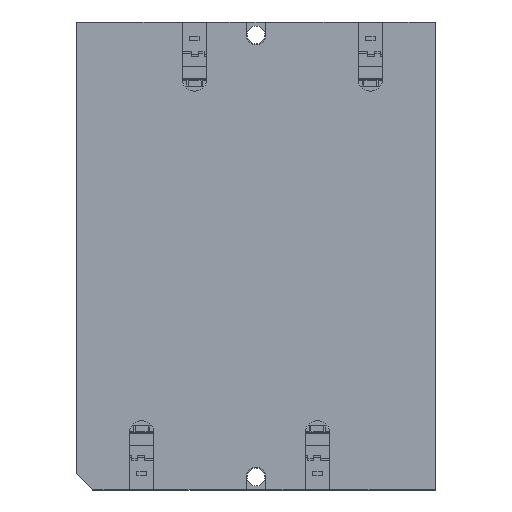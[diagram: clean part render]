
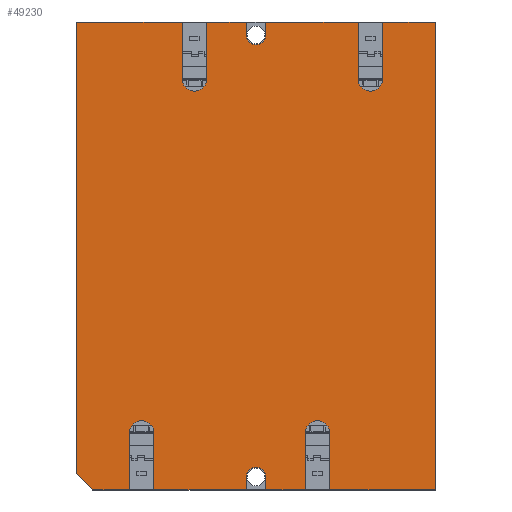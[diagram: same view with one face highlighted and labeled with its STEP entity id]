
A CAD part, top view. The second image highlights one B-rep face of the part: STEP entity #49230.
In plain terms, the highlighted face is planar.
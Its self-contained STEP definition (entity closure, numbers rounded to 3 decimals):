
#3474=CIRCLE('',#52868,1.2);
#3476=CIRCLE('',#52873,1.2);
#3482=CIRCLE('',#52882,1.5);
#3483=CIRCLE('',#52883,1.5);
#3484=CIRCLE('',#52884,1.5);
#3485=CIRCLE('',#52885,1.5);
#6088=FACE_OUTER_BOUND('',#8433,.T.);
#8433=EDGE_LOOP('',(#45153,#45154,#45155,#45156,#45157,#45158,#45159,#45160,
#45161,#45162,#45163,#45164,#45165,#45166,#45167,#45168,#45169,#45170,#45171,
#45172,#45173,#45174,#45175,#45176,#45177,#45178,#45179,#45180,#45181));
#14349=LINE('',#81330,#20317);
#14353=LINE('',#81339,#20321);
#14357=LINE('',#81348,#20325);
#14361=LINE('',#81357,#20329);
#14363=LINE('',#81364,#20331);
#14366=LINE('',#81370,#20334);
#14371=LINE('',#81384,#20339);
#14389=LINE('',#81426,#20357);
#14390=LINE('',#81428,#20358);
#14391=LINE('',#81432,#20359);
#14392=LINE('',#81434,#20360);
#14393=LINE('',#81436,#20361);
#14394=LINE('',#81438,#20362);
#14395=LINE('',#81440,#20363);
#14396=LINE('',#81443,#20364);
#14397=LINE('',#81445,#20365);
#14398=LINE('',#81447,#20366);
#14399=LINE('',#81451,#20367);
#14400=LINE('',#81453,#20368);
#14401=LINE('',#81454,#20369);
#14402=LINE('',#81456,#20370);
#14403=LINE('',#81458,#20371);
#14404=LINE('',#81461,#20372);
#20317=VECTOR('',#65472,10.);
#20321=VECTOR('',#65478,10.);
#20325=VECTOR('',#65484,10.);
#20329=VECTOR('',#65490,10.);
#20331=VECTOR('',#65500,10.);
#20334=VECTOR('',#65505,10.);
#20339=VECTOR('',#65518,10.);
#20357=VECTOR('',#65548,10.);
#20358=VECTOR('',#65549,10.);
#20359=VECTOR('',#65552,10.);
#20360=VECTOR('',#65553,10.);
#20361=VECTOR('',#65554,10.);
#20362=VECTOR('',#65555,10.);
#20363=VECTOR('',#65556,10.);
#20364=VECTOR('',#65559,10.);
#20365=VECTOR('',#65560,10.);
#20366=VECTOR('',#65561,10.);
#20367=VECTOR('',#65564,10.);
#20368=VECTOR('',#65565,10.);
#20369=VECTOR('',#65566,10.);
#20370=VECTOR('',#65567,10.);
#20371=VECTOR('',#65568,10.);
#20372=VECTOR('',#65571,10.);
#25573=VERTEX_POINT('',#81327);
#25574=VERTEX_POINT('',#81329);
#25577=VERTEX_POINT('',#81336);
#25578=VERTEX_POINT('',#81338);
#25581=VERTEX_POINT('',#81345);
#25582=VERTEX_POINT('',#81347);
#25585=VERTEX_POINT('',#81354);
#25586=VERTEX_POINT('',#81356);
#25587=VERTEX_POINT('',#81363);
#25589=VERTEX_POINT('',#81369);
#25593=VERTEX_POINT('',#81381);
#25594=VERTEX_POINT('',#81383);
#25612=VERTEX_POINT('',#81425);
#25613=VERTEX_POINT('',#81427);
#25614=VERTEX_POINT('',#81429);
#25615=VERTEX_POINT('',#81431);
#25616=VERTEX_POINT('',#81433);
#25617=VERTEX_POINT('',#81435);
#25618=VERTEX_POINT('',#81437);
#25619=VERTEX_POINT('',#81439);
#25620=VERTEX_POINT('',#81441);
#25621=VERTEX_POINT('',#81444);
#25622=VERTEX_POINT('',#81446);
#25623=VERTEX_POINT('',#81448);
#25624=VERTEX_POINT('',#81450);
#25625=VERTEX_POINT('',#81452);
#25626=VERTEX_POINT('',#81455);
#25627=VERTEX_POINT('',#81457);
#25628=VERTEX_POINT('',#81459);
#32717=EDGE_CURVE('',#25574,#25573,#14349,.T.);
#32721=EDGE_CURVE('',#25578,#25577,#14353,.T.);
#32725=EDGE_CURVE('',#25582,#25581,#14357,.T.);
#32729=EDGE_CURVE('',#25586,#25585,#14361,.T.);
#32731=EDGE_CURVE('',#25573,#25578,#3474,.T.);
#32733=EDGE_CURVE('',#25587,#25574,#14363,.T.);
#32736=EDGE_CURVE('',#25589,#25586,#14366,.T.);
#32739=EDGE_CURVE('',#25585,#25582,#3476,.T.);
#32743=EDGE_CURVE('',#25594,#25593,#14371,.T.);
#32765=EDGE_CURVE('',#25577,#25612,#14389,.T.);
#32766=EDGE_CURVE('',#25612,#25613,#14390,.T.);
#32767=EDGE_CURVE('',#25613,#25614,#3482,.T.);
#32768=EDGE_CURVE('',#25614,#25615,#14391,.T.);
#32769=EDGE_CURVE('',#25615,#25616,#14392,.T.);
#32770=EDGE_CURVE('',#25616,#25617,#14393,.T.);
#32771=EDGE_CURVE('',#25617,#25618,#14394,.T.);
#32772=EDGE_CURVE('',#25618,#25619,#14395,.T.);
#32773=EDGE_CURVE('',#25619,#25620,#3483,.T.);
#32774=EDGE_CURVE('',#25620,#25589,#14396,.T.);
#32775=EDGE_CURVE('',#25581,#25621,#14397,.T.);
#32776=EDGE_CURVE('',#25621,#25622,#14398,.T.);
#32777=EDGE_CURVE('',#25622,#25623,#3484,.T.);
#32778=EDGE_CURVE('',#25623,#25624,#14399,.T.);
#32779=EDGE_CURVE('',#25624,#25625,#14400,.T.);
#32780=EDGE_CURVE('',#25625,#25594,#14401,.T.);
#32781=EDGE_CURVE('',#25593,#25626,#14402,.T.);
#32782=EDGE_CURVE('',#25626,#25627,#14403,.T.);
#32783=EDGE_CURVE('',#25627,#25628,#3485,.T.);
#32784=EDGE_CURVE('',#25628,#25587,#14404,.T.);
#45153=ORIENTED_EDGE('',*,*,#32721,.T.);
#45154=ORIENTED_EDGE('',*,*,#32765,.T.);
#45155=ORIENTED_EDGE('',*,*,#32766,.T.);
#45156=ORIENTED_EDGE('',*,*,#32767,.T.);
#45157=ORIENTED_EDGE('',*,*,#32768,.T.);
#45158=ORIENTED_EDGE('',*,*,#32769,.T.);
#45159=ORIENTED_EDGE('',*,*,#32770,.T.);
#45160=ORIENTED_EDGE('',*,*,#32771,.T.);
#45161=ORIENTED_EDGE('',*,*,#32772,.T.);
#45162=ORIENTED_EDGE('',*,*,#32773,.T.);
#45163=ORIENTED_EDGE('',*,*,#32774,.T.);
#45164=ORIENTED_EDGE('',*,*,#32736,.T.);
#45165=ORIENTED_EDGE('',*,*,#32729,.T.);
#45166=ORIENTED_EDGE('',*,*,#32739,.T.);
#45167=ORIENTED_EDGE('',*,*,#32725,.T.);
#45168=ORIENTED_EDGE('',*,*,#32775,.T.);
#45169=ORIENTED_EDGE('',*,*,#32776,.T.);
#45170=ORIENTED_EDGE('',*,*,#32777,.T.);
#45171=ORIENTED_EDGE('',*,*,#32778,.T.);
#45172=ORIENTED_EDGE('',*,*,#32779,.T.);
#45173=ORIENTED_EDGE('',*,*,#32780,.T.);
#45174=ORIENTED_EDGE('',*,*,#32743,.T.);
#45175=ORIENTED_EDGE('',*,*,#32781,.T.);
#45176=ORIENTED_EDGE('',*,*,#32782,.T.);
#45177=ORIENTED_EDGE('',*,*,#32783,.T.);
#45178=ORIENTED_EDGE('',*,*,#32784,.T.);
#45179=ORIENTED_EDGE('',*,*,#32733,.T.);
#45180=ORIENTED_EDGE('',*,*,#32717,.T.);
#45181=ORIENTED_EDGE('',*,*,#32731,.T.);
#47007=PLANE('',#52881);
#49230=ADVANCED_FACE('',(#6088),#47007,.T.);
#52868=AXIS2_PLACEMENT_3D('',#81360,#65494,#65495);
#52873=AXIS2_PLACEMENT_3D('',#81375,#65510,#65511);
#52881=AXIS2_PLACEMENT_3D('',#81424,#65546,#65547);
#52882=AXIS2_PLACEMENT_3D('',#81430,#65550,#65551);
#52883=AXIS2_PLACEMENT_3D('',#81442,#65557,#65558);
#52884=AXIS2_PLACEMENT_3D('',#81449,#65562,#65563);
#52885=AXIS2_PLACEMENT_3D('',#81460,#65569,#65570);
#65472=DIRECTION('',(0.,0.,-1.));
#65478=DIRECTION('',(0.,0.,1.));
#65484=DIRECTION('',(0.,0.,-1.));
#65490=DIRECTION('',(0.,0.,1.));
#65494=DIRECTION('center_axis',(0.,-1.,0.));
#65495=DIRECTION('ref_axis',(1.,0.,0.));
#65500=DIRECTION('',(1.,0.,0.));
#65505=DIRECTION('',(-1.,0.,0.));
#65510=DIRECTION('center_axis',(0.,-1.,0.));
#65511=DIRECTION('ref_axis',(1.,0.,0.));
#65518=DIRECTION('',(0.707,0.,0.707));
#65546=DIRECTION('center_axis',(0.,1.,0.));
#65547=DIRECTION('ref_axis',(0.,0.,1.));
#65548=DIRECTION('',(1.,0.,0.));
#65549=DIRECTION('',(0.,0.,-1.));
#65550=DIRECTION('center_axis',(0.,-1.,0.));
#65551=DIRECTION('ref_axis',(1.,0.,0.));
#65552=DIRECTION('',(0.,0.,1.));
#65553=DIRECTION('',(1.,0.,0.));
#65554=DIRECTION('',(0.,0.,-1.));
#65555=DIRECTION('',(-1.,0.,0.));
#65556=DIRECTION('',(0.,0.,1.));
#65557=DIRECTION('center_axis',(0.,-1.,0.));
#65558=DIRECTION('ref_axis',(-1.,0.,0.));
#65559=DIRECTION('',(0.,0.,-1.));
#65560=DIRECTION('',(-1.,0.,0.));
#65561=DIRECTION('',(0.,0.,1.));
#65562=DIRECTION('center_axis',(0.,-1.,0.));
#65563=DIRECTION('ref_axis',(-1.,0.,0.));
#65564=DIRECTION('',(0.,0.,-1.));
#65565=DIRECTION('',(-1.,0.,0.));
#65566=DIRECTION('',(0.,0.,1.));
#65567=DIRECTION('',(1.,0.,0.));
#65568=DIRECTION('',(0.,0.,-1.));
#65569=DIRECTION('center_axis',(0.,-1.,0.));
#65570=DIRECTION('ref_axis',(1.,0.,0.));
#65571=DIRECTION('',(0.,0.,1.));
#81327=CARTESIAN_POINT('',(-1.2,0.8,27.15));
#81329=CARTESIAN_POINT('',(-1.2,0.8,28.75));
#81330=CARTESIAN_POINT('',(-1.2,0.8,14.375));
#81336=CARTESIAN_POINT('',(1.2,0.8,28.75));
#81338=CARTESIAN_POINT('',(1.2,0.8,27.15));
#81339=CARTESIAN_POINT('',(1.2,0.8,13.575));
#81345=CARTESIAN_POINT('',(-1.2,0.8,-28.75));
#81347=CARTESIAN_POINT('',(-1.2,0.8,-27.15));
#81348=CARTESIAN_POINT('',(-1.2,0.8,-13.575));
#81354=CARTESIAN_POINT('',(1.2,0.8,-27.15));
#81356=CARTESIAN_POINT('',(1.2,0.8,-28.75));
#81357=CARTESIAN_POINT('',(1.2,0.8,-14.375));
#81360=CARTESIAN_POINT('Origin',(0.,0.8,27.15));
#81363=CARTESIAN_POINT('',(-12.55,0.8,28.75));
#81364=CARTESIAN_POINT('',(-22.05,0.8,28.75));
#81369=CARTESIAN_POINT('',(12.55,0.8,-28.75));
#81370=CARTESIAN_POINT('',(22.05,0.8,-28.75));
#81375=CARTESIAN_POINT('Origin',(0.,0.8,-27.15));
#81381=CARTESIAN_POINT('',(-20.05,0.8,28.75));
#81383=CARTESIAN_POINT('',(-22.05,0.8,26.75));
#81384=CARTESIAN_POINT('',(-23.225,0.8,25.575));
#81424=CARTESIAN_POINT('Origin',(0.,0.8,0.));
#81425=CARTESIAN_POINT('',(6.06,0.8,28.75));
#81426=CARTESIAN_POINT('',(-22.05,0.8,28.75));
#81427=CARTESIAN_POINT('',(6.06,0.8,21.75));
#81428=CARTESIAN_POINT('',(6.06,0.8,14.375));
#81429=CARTESIAN_POINT('',(9.06,0.8,21.75));
#81430=CARTESIAN_POINT('Origin',(7.56,0.8,21.75));
#81431=CARTESIAN_POINT('',(9.06,0.8,28.75));
#81432=CARTESIAN_POINT('',(9.06,0.8,10.875));
#81433=CARTESIAN_POINT('',(22.05,0.8,28.75));
#81434=CARTESIAN_POINT('',(-22.05,0.8,28.75));
#81435=CARTESIAN_POINT('',(22.05,0.8,-28.75));
#81436=CARTESIAN_POINT('',(22.05,0.8,28.75));
#81437=CARTESIAN_POINT('',(15.55,0.8,-28.75));
#81438=CARTESIAN_POINT('',(22.05,0.8,-28.75));
#81439=CARTESIAN_POINT('',(15.55,0.8,-21.75));
#81440=CARTESIAN_POINT('',(15.55,0.8,-14.375));
#81441=CARTESIAN_POINT('',(12.55,0.8,-21.75));
#81442=CARTESIAN_POINT('Origin',(14.05,0.8,-21.75));
#81443=CARTESIAN_POINT('',(12.55,0.8,-10.875));
#81444=CARTESIAN_POINT('',(-6.06,0.8,-28.75));
#81445=CARTESIAN_POINT('',(22.05,0.8,-28.75));
#81446=CARTESIAN_POINT('',(-6.06,0.8,-21.75));
#81447=CARTESIAN_POINT('',(-6.06,0.8,-14.375));
#81448=CARTESIAN_POINT('',(-9.06,0.8,-21.75));
#81449=CARTESIAN_POINT('Origin',(-7.56,0.8,-21.75));
#81450=CARTESIAN_POINT('',(-9.06,0.8,-28.75));
#81451=CARTESIAN_POINT('',(-9.06,0.8,-10.875));
#81452=CARTESIAN_POINT('',(-22.05,0.8,-28.75));
#81453=CARTESIAN_POINT('',(22.05,0.8,-28.75));
#81454=CARTESIAN_POINT('',(-22.05,0.8,-28.75));
#81455=CARTESIAN_POINT('',(-15.55,0.8,28.75));
#81456=CARTESIAN_POINT('',(-22.05,0.8,28.75));
#81457=CARTESIAN_POINT('',(-15.55,0.8,21.75));
#81458=CARTESIAN_POINT('',(-15.55,0.8,14.375));
#81459=CARTESIAN_POINT('',(-12.55,0.8,21.75));
#81460=CARTESIAN_POINT('Origin',(-14.05,0.8,21.75));
#81461=CARTESIAN_POINT('',(-12.55,0.8,10.875));
